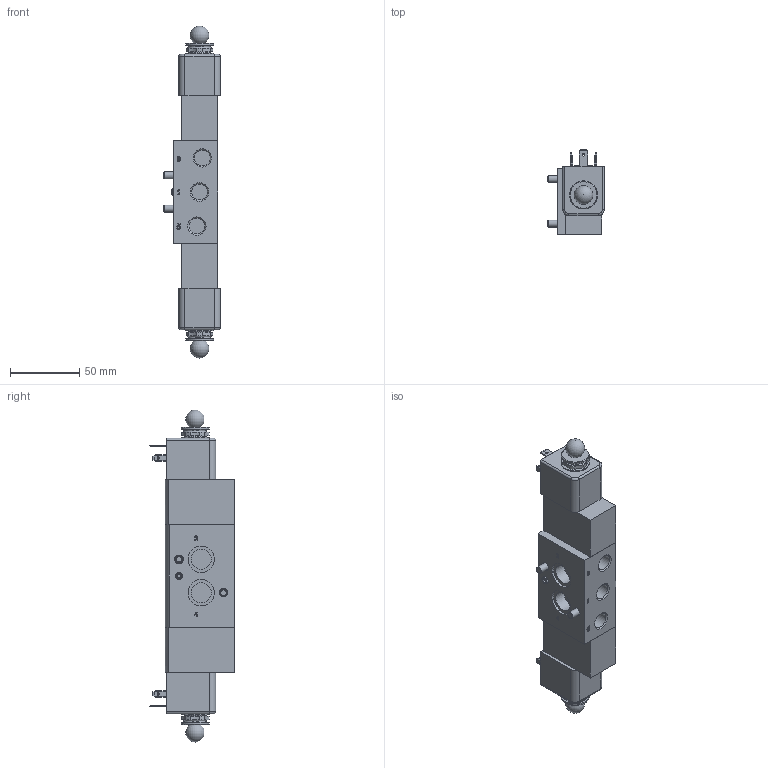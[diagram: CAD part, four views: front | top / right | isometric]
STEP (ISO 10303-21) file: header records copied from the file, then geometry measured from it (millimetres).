
FILE_DESCRIPTION(/* description */ ('STEP AP214'),/* implementation_level */ '2;1');
FILE_NAME(/* name */ '577298_VSNC-FT-B52-D-G14-FN-1A1',/* time_stamp */ '2024-09-14T08:33:14+02:00',/* author */ ('License CC BY-ND 4.0'),/* organization */ ('CADENAS'),/* preprocessor_version */ 'ST-DEVELOPER v19.3',/* originating_system */ 'PARTsolutions',/* authorisation */ ' ');
FILE_SCHEMA (('AUTOMOTIVE_DESIGN {1 0 10303 214 3 1 1}'));
Length unit declared in the file: millimetre
Products named in the file (6): 577298 VSNC-FT-B52-D-G14-FN-1A1; 8026033 VSNC-FT-B52-D-G14-FN-1A1---(geh); DIN-913 - M5x10; DIN-912 - M5x33.5(F); 8029101 VACN-N-A1-1_p; 706918 M8X0,75
Assembly tree (8 placements, depth 2):
  577298 VSNC-FT-B52-D-G14-FN-1A1
    8026033 VSNC-FT-B52-D-G14-FN-1A1---(geh)
    DIN-913 - M5x10
    DIN-912 - M5x33.5(F)  x2
    8029101 VACN-N-A1-1_p  x2
    706918 M8X0,75  x2
Bounding box: 40.85 x 60.9 x 238.97 mm (x, y, z)
Volume: 251527.8 mm3; surface area: 52224.7 mm2
Topology: 8 solids, 8 shells, 734 faces, 1717 edges, 1105 vertices
Faces by surface type: plane 416, cylinder 188, cone 110, torus 20
Full cylindrical faces by diameter (mm): 1 x20, 1.65 x6, 2.1 x16, 2.459 x2, 4.134 x2, 5 x3, 5.5 x2, 6.9 x2, 7.188 x2, 8 x4, 8.5 x2, 9 x2, 9.2 x2, 10 x2, 10.4 x2, 11.445 x3, 13.4 x2, 14.4 x2, 16 x2, 19 x2, 20.2 x4
Entity records: 15652 total; most frequent: CARTESIAN_POINT 2772, DIRECTION 2199, ORIENTED_EDGE 2004, EDGE_CURVE 1002, AXIS2_PLACEMENT_3D 843, VERTEX_POINT 700, FACE_BOUND 678, EDGE_LOOP 673
